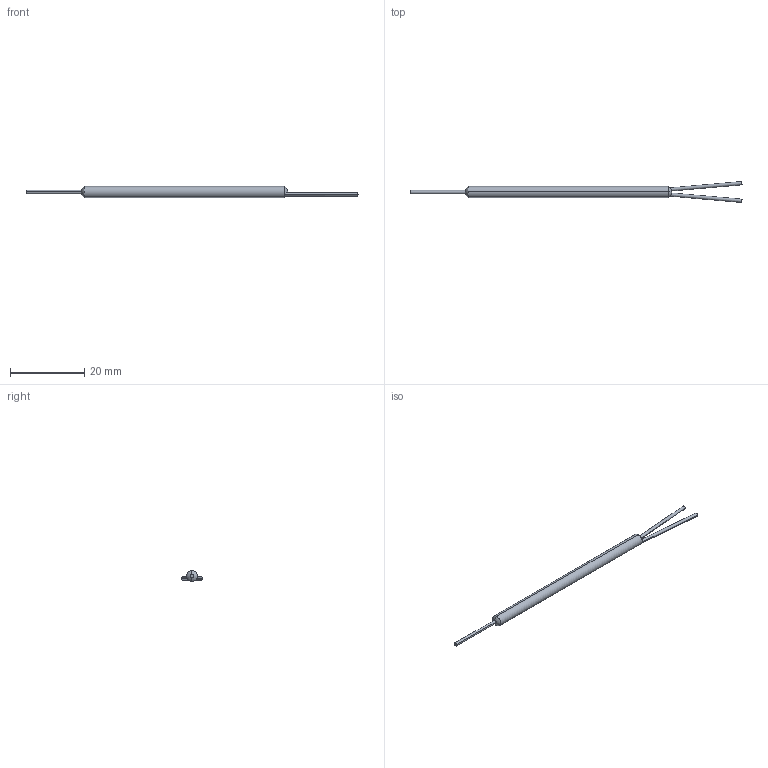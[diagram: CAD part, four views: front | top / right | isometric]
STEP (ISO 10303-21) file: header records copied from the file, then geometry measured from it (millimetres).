
FILE_DESCRIPTION (( 'STEP AP214' ), '1' );
FILE_NAME ('PPMF-125031-12N_3D.STEP', '2022-08-04T18:39:13', ( '' ), ( '' ), 'SwSTEP 2.0', 'SolidWorks 2021', '' );
FILE_SCHEMA (( 'AUTOMOTIVE_DESIGN' ));
Length unit declared in the file: inch
Products named in the file (3): Copy of ???^PPMF-125031-12N; Copy of Coupler - 1x2 250um Pigtail^PPMF-125031-12N; PPMF-125031-12N_3D
Assembly tree (2 placements, depth 2):
  PPMF-125031-12N_3D
    Copy of Coupler - 1x2 250um Pigtail^PPMF-125031-12N
    Copy of ???^PPMF-125031-12N
Bounding box: 89.55 x 5.64 x 3 mm (x, y, z)
Volume: 422.3 mm3; surface area: 680.6 mm2
Topology: 2 solids, 2 shells, 16 faces, 32 edges, 18 vertices
Faces by surface type: cylinder 8, plane 4, torus 4
Entity records: 665 total; most frequent: CARTESIAN_POINT 198, DIRECTION 82, ORIENTED_EDGE 56, AXIS2_PLACEMENT_3D 37, EDGE_CURVE 28, EDGE_LOOP 18, VERTEX_POINT 18, CIRCLE 16
